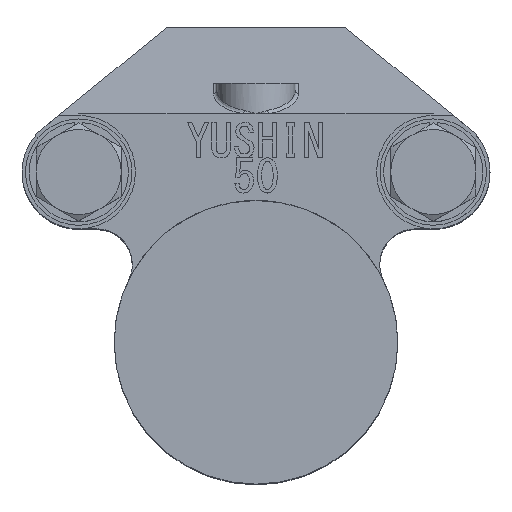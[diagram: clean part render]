
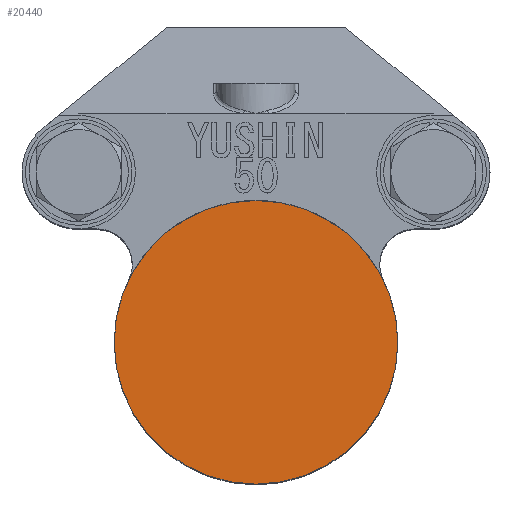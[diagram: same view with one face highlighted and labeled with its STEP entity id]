
A CAD part, top view. The second image highlights one B-rep face of the part: STEP entity #20440.
In plain terms, the highlighted planar face has unit normal (0, 0, 1).
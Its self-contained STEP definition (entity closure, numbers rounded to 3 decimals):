
#1546 = DIRECTION ( 'NONE',  ( 0., 0., -1. ) ) ;
#6088 = CARTESIAN_POINT ( 'NONE',  ( 0., 0., 74. ) ) ;
#6167 = CARTESIAN_POINT ( 'NONE',  ( 0., 0., 74. ) ) ;
#6196 = DIRECTION ( 'NONE',  ( 0., 0., -1. ) ) ;
#6439 = DIRECTION ( 'NONE',  ( -1., 0., 0. ) ) ;
#6545 = DIRECTION ( 'NONE',  ( 0., 0., -1. ) ) ;
#7542 = EDGE_CURVE ( 'NONE', #13449, #8600, #10213, .T. ) ;
#8600 = VERTEX_POINT ( 'NONE', #15020 ) ;
#9453 = FACE_OUTER_BOUND ( 'NONE', #13240, .T. ) ;
#9714 = ORIENTED_EDGE ( 'NONE', *, *, #18271, .F. ) ;
#10213 = CIRCLE ( 'NONE', #20205, 40. ) ;
#10340 = CARTESIAN_POINT ( 'NONE',  ( -40., 0., 74. ) ) ;
#10743 = AXIS2_PLACEMENT_3D ( 'NONE', #6088, #6196, #10768 ) ;
#10768 = DIRECTION ( 'NONE',  ( -1., 0., 0. ) ) ;
#12500 = DIRECTION ( 'NONE',  ( -1., 0., 0. ) ) ;
#13240 = EDGE_LOOP ( 'NONE', ( #13894, #9714 ) ) ;
#13449 = VERTEX_POINT ( 'NONE', #10340 ) ;
#13894 = ORIENTED_EDGE ( 'NONE', *, *, #7542, .F. ) ;
#14251 = PLANE ( 'NONE',  #15401 ) ;
#15020 = CARTESIAN_POINT ( 'NONE',  ( 40., 0., 74. ) ) ;
#15076 = CIRCLE ( 'NONE', #10743, 40. ) ;
#15401 = AXIS2_PLACEMENT_3D ( 'NONE', #17676, #6545, #6439 ) ;
#17676 = CARTESIAN_POINT ( 'NONE',  ( 0., 0., 74. ) ) ;
#18271 = EDGE_CURVE ( 'NONE', #8600, #13449, #15076, .T. ) ;
#20205 = AXIS2_PLACEMENT_3D ( 'NONE', #6167, #1546, #12500 ) ;
#20440 = ADVANCED_FACE ( 'NONE', ( #9453 ), #14251, .F. ) ;
